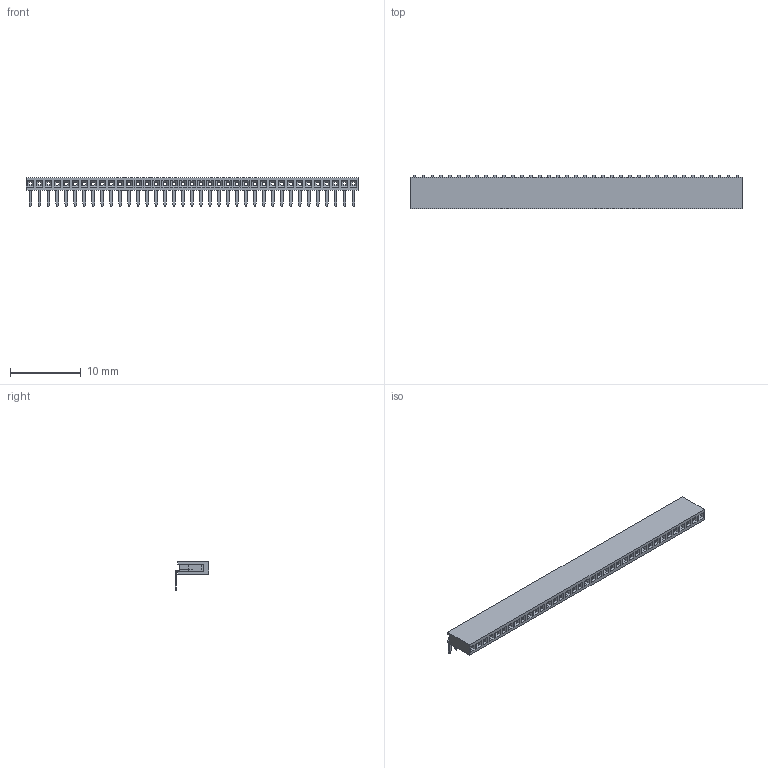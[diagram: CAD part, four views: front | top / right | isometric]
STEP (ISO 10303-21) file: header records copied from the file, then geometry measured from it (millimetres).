
FILE_DESCRIPTION(('STEP AP214'), '1');
FILE_NAME('PBS1.27-R', '', ('UNSPECIFIED'), ('UNSPECIFIED'), 'ASCON STEP Converter 1.6', 'ASCON Math Kernel', '');
FILE_SCHEMA(('AUTOMOTIVE_DESIGN { 1 0 10303 214 3 1 1}'));
Length unit declared in the file: millimetre
Bounding box: 46.99 x 4.7 x 4.1 mm (x, y, z)
Volume: 267.4 mm3; surface area: 1875.1 mm2
Topology: 38 solids, 38 shells, 2193 faces, 5907 edges, 3790 vertices
Faces by surface type: plane 1860, cylinder 333
Entity records: 85249 total; most frequent: CARTESIAN_POINT 11891, ORIENTED_EDGE 11814, DIRECTION 10961, EDGE_CURVE 5907, LINE 5241, VECTOR 5241, VERTEX_POINT 3790, AXIS2_PLACEMENT_3D 2860
